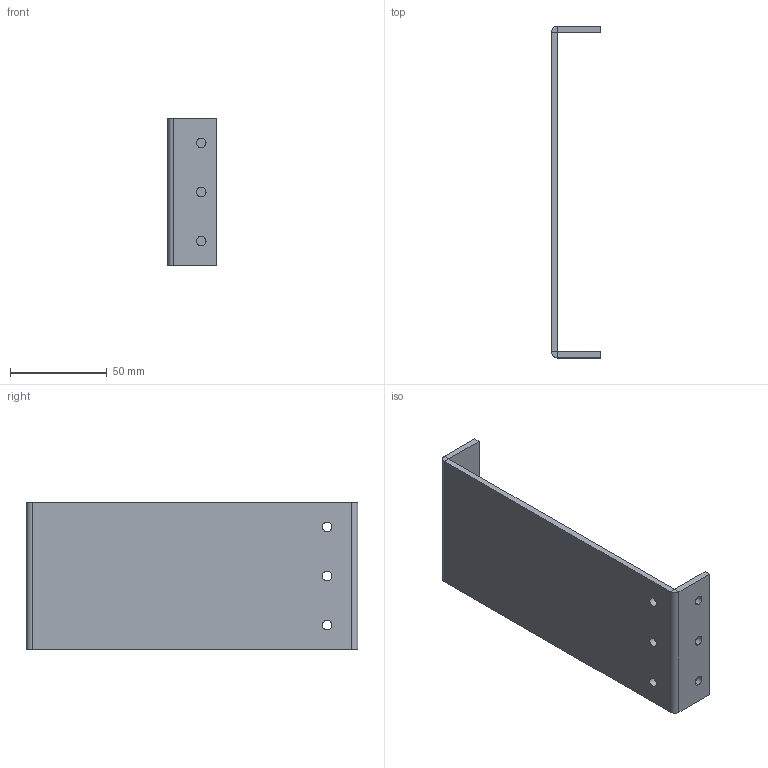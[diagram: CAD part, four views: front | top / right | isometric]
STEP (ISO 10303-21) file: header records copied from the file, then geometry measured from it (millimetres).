
FILE_DESCRIPTION (( 'STEP AP203' ), '1' );
FILE_NAME ('S-25-CLB-P-4041.STEP', '2025-02-11T06:14:51', ( '' ), ( '' ), 'SwSTEP 2.0', 'SolidWorks 2024', '' );
FILE_SCHEMA (( 'CONFIG_CONTROL_DESIGN' ));
Length unit declared in the file: inch
Products named in the file (1): S-25-CLB-P-4041
Bounding box: 25.4 x 171.45 x 76.2 mm (x, y, z)
Volume: 51533.3 mm3; surface area: 34606 mm2
Topology: 1 solids, 1 shells, 32 faces, 74 edges, 44 vertices
Faces by surface type: plane 18, cylinder 14
Entity records: 1001 total; most frequent: DIRECTION 168, CARTESIAN_POINT 151, ORIENTED_EDGE 148, EDGE_CURVE 74, AXIS2_PLACEMENT_3D 61, VECTOR 46, LINE 46, EDGE_LOOP 44
